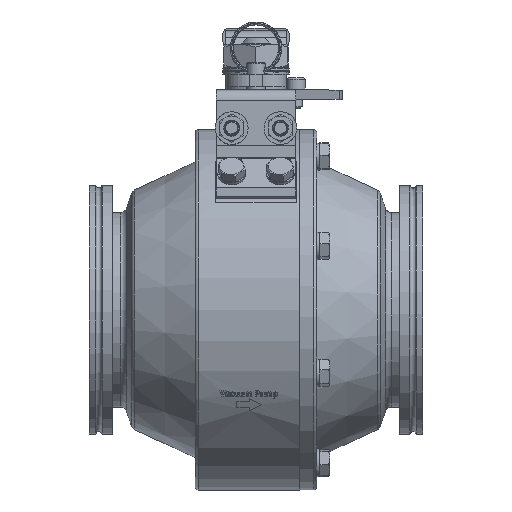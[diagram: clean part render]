
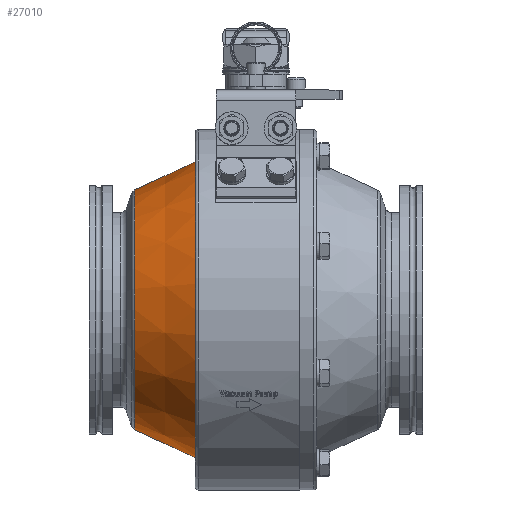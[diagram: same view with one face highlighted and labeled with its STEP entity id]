
A CAD part, top view. The second image highlights one B-rep face of the part: STEP entity #27010.
In plain terms, the highlighted conical face has half-angle 25 degrees and reference radius 69.86 mm.
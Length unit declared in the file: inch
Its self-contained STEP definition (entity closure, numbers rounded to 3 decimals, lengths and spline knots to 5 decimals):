
#646=CONICAL_SURFACE('',#28647,2.7504,0.436);
#2799=FACE_OUTER_BOUND('',#4056,.T.);
#4056=EDGE_LOOP('',(#20146,#20147,#20148,#20149,#20150,#20151,#20152));
#5599=LINE('',#43172,#7780);
#7780=VECTOR('',#31963,2.7504);
#9707=CIRCLE('',#28586,3.039);
#9708=CIRCLE('',#28587,3.039);
#9764=CIRCLE('',#28648,2.46179);
#9765=CIRCLE('',#28649,2.46179);
#9766=CIRCLE('',#28650,2.46179);
#11276=VERTEX_POINT('',#42117);
#11277=VERTEX_POINT('',#42118);
#11392=VERTEX_POINT('',#43171);
#11393=VERTEX_POINT('',#43173);
#11394=VERTEX_POINT('',#43175);
#14810=EDGE_CURVE('',#11276,#11277,#9707,.T.);
#14811=EDGE_CURVE('',#11277,#11276,#9708,.T.);
#14989=EDGE_CURVE('',#11277,#11392,#5599,.T.);
#14990=EDGE_CURVE('',#11392,#11393,#9764,.T.);
#14991=EDGE_CURVE('',#11393,#11394,#9765,.T.);
#14992=EDGE_CURVE('',#11394,#11392,#9766,.T.);
#20146=ORIENTED_EDGE('',*,*,#14810,.F.);
#20147=ORIENTED_EDGE('',*,*,#14811,.F.);
#20148=ORIENTED_EDGE('',*,*,#14989,.T.);
#20149=ORIENTED_EDGE('',*,*,#14990,.T.);
#20150=ORIENTED_EDGE('',*,*,#14991,.T.);
#20151=ORIENTED_EDGE('',*,*,#14992,.T.);
#20152=ORIENTED_EDGE('',*,*,#14989,.F.);
#27010=ADVANCED_FACE('',(#2799),#646,.T.);
#28586=AXIS2_PLACEMENT_3D('',#42119,#31803,#31804);
#28587=AXIS2_PLACEMENT_3D('',#42120,#31805,#31806);
#28647=AXIS2_PLACEMENT_3D('',#43170,#31961,#31962);
#28648=AXIS2_PLACEMENT_3D('',#43174,#31964,#31965);
#28649=AXIS2_PLACEMENT_3D('',#43176,#31966,#31967);
#28650=AXIS2_PLACEMENT_3D('',#43177,#31968,#31969);
#31803=DIRECTION('center_axis',(1.,0.,0.));
#31804=DIRECTION('ref_axis',(0.,1.,0.));
#31805=DIRECTION('center_axis',(1.,0.,0.));
#31806=DIRECTION('ref_axis',(0.,1.,0.));
#31961=DIRECTION('center_axis',(1.,0.,0.));
#31962=DIRECTION('ref_axis',(0.,1.,0.));
#31963=DIRECTION('',(-0.906,0.423,0.));
#31964=DIRECTION('center_axis',(1.,0.,0.));
#31965=DIRECTION('ref_axis',(0.,1.,0.));
#31966=DIRECTION('center_axis',(1.,0.,0.));
#31967=DIRECTION('ref_axis',(0.,1.,0.));
#31968=DIRECTION('center_axis',(1.,0.,0.));
#31969=DIRECTION('ref_axis',(0.,1.,0.));
#42117=CARTESIAN_POINT('',(-1.25,3.039,0.));
#42118=CARTESIAN_POINT('',(-1.25,-3.039,0.));
#42119=CARTESIAN_POINT('Origin',(-1.25,0.,0.));
#42120=CARTESIAN_POINT('Origin',(-1.25,0.,0.));
#43170=CARTESIAN_POINT('Origin',(-1.86891,0.,0.));
#43171=CARTESIAN_POINT('',(-2.48783,-2.46179,0.));
#43172=CARTESIAN_POINT('',(-1.86891,-2.7504,0.));
#43173=CARTESIAN_POINT('',(-2.48783,2.46179,0.));
#43174=CARTESIAN_POINT('Origin',(-2.48783,0.,0.));
#43175=CARTESIAN_POINT('',(-2.48783,0.,2.46179));
#43176=CARTESIAN_POINT('Origin',(-2.48783,0.,0.));
#43177=CARTESIAN_POINT('Origin',(-2.48783,0.,0.));
